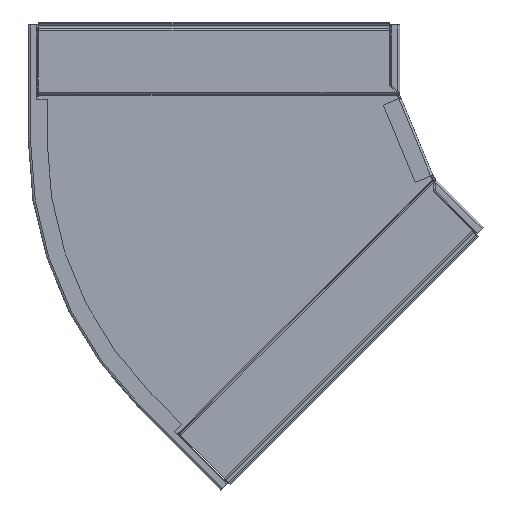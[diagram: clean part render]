
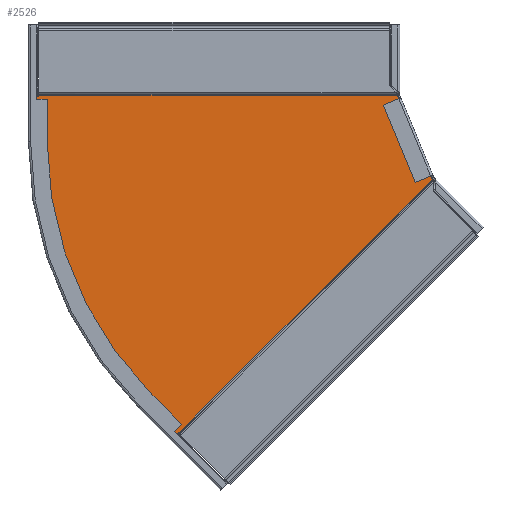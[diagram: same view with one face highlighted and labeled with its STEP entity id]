
A CAD part, front view. The second image highlights one B-rep face of the part: STEP entity #2526.
In plain terms, the highlighted planar face has unit normal (0, -1, 0).
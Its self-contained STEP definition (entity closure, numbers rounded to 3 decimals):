
#27 = LINE ( 'NONE', #2586, #2726 ) ;
#81 = CARTESIAN_POINT ( 'NONE',  ( -306.139, -0.75, -3.268 ) ) ;
#83 = LINE ( 'NONE', #1436, #1855 ) ;
#165 = FACE_OUTER_BOUND ( 'NONE', #3098, .T. ) ;
#201 = CARTESIAN_POINT ( 'NONE',  ( -8.802, -0.75, 21.249 ) ) ;
#223 = DIRECTION ( 'NONE',  ( 0.383, 0., -0.924 ) ) ;
#328 = VERTEX_POINT ( 'NONE', #1540 ) ;
#403 = VERTEX_POINT ( 'NONE', #3553 ) ;
#558 = CARTESIAN_POINT ( 'NONE',  ( -299.639, -0.75, 33.603 ) ) ;
#615 = DIRECTION ( 'NONE',  ( 0., 0., -1. ) ) ;
#707 = VECTOR ( 'NONE', #4170, 1000. ) ;
#730 = EDGE_CURVE ( 'NONE', #1507, #3150, #2565, .T. ) ;
#773 = EDGE_CURVE ( 'NONE', #1507, #5558, #892, .T. ) ;
#892 = LINE ( 'NONE', #1811, #1135 ) ;
#988 = VERTEX_POINT ( 'NONE', #1110 ) ;
#1069 = CARTESIAN_POINT ( 'NONE',  ( -306.139, -0.75, 32.928 ) ) ;
#1110 = CARTESIAN_POINT ( 'NONE',  ( -188.593, -0.75, -235.16 ) ) ;
#1121 = ORIENTED_EDGE ( 'NONE', *, *, #4038, .F. ) ;
#1135 = VECTOR ( 'NONE', #3465, 1000. ) ;
#1170 = DIRECTION ( 'NONE',  ( 0., 1., 0. ) ) ;
#1215 = CARTESIAN_POINT ( 'NONE',  ( -13.639, -0.75, 33.603 ) ) ;
#1220 = LINE ( 'NONE', #4225, #2401 ) ;
#1250 = DIRECTION ( 'NONE',  ( -0.707, 0., -0.707 ) ) ;
#1379 = VERTEX_POINT ( 'NONE', #1215 ) ;
#1436 = CARTESIAN_POINT ( 'NONE',  ( -193.19, -0.75, -239.756 ) ) ;
#1481 = CARTESIAN_POINT ( 'NONE',  ( -299.639, -0.75, 85.428 ) ) ;
#1485 = ORIENTED_EDGE ( 'NONE', *, *, #773, .T. ) ;
#1507 = VERTEX_POINT ( 'NONE', #5201 ) ;
#1540 = CARTESIAN_POINT ( 'NONE',  ( -306.139, -0.75, -3.268 ) ) ;
#1543 = DIRECTION ( 'NONE',  ( 0., 0., -1. ) ) ;
#1605 = LINE ( 'NONE', #201, #5186 ) ;
#1745 = ORIENTED_EDGE ( 'NONE', *, *, #730, .F. ) ;
#1764 = AXIS2_PLACEMENT_3D ( 'NONE', #2534, #1170, #5490 ) ;
#1790 = CARTESIAN_POINT ( 'NONE',  ( -7.889, -0.75, 33.603 ) ) ;
#1793 = VERTEX_POINT ( 'NONE', #2105 ) ;
#1811 = CARTESIAN_POINT ( 'NONE',  ( 13.639, -0.75, -32.928 ) ) ;
#1855 = VECTOR ( 'NONE', #3148, 1000. ) ;
#1892 = VERTEX_POINT ( 'NONE', #3670 ) ;
#1974 = ORIENTED_EDGE ( 'NONE', *, *, #4639, .T. ) ;
#2105 = CARTESIAN_POINT ( 'NONE',  ( -193.19, -0.75, -239.756 ) ) ;
#2297 = ORIENTED_EDGE ( 'NONE', *, *, #5551, .T. ) ;
#2315 = VECTOR ( 'NONE', #4851, 1000. ) ;
#2401 = VECTOR ( 'NONE', #5516, 1000. ) ;
#2439 = LINE ( 'NONE', #1069, #3656 ) ;
#2526 = ADVANCED_FACE ( 'NONE', ( #165 ), #4884, .T. ) ;
#2528 = DIRECTION ( 'NONE',  ( 0., 0., -1. ) ) ;
#2534 = CARTESIAN_POINT ( 'NONE',  ( -7.889, -0.75, -3.268 ) ) ;
#2565 = LINE ( 'NONE', #4678, #5252 ) ;
#2582 = ORIENTED_EDGE ( 'NONE', *, *, #5313, .T. ) ;
#2586 = CARTESIAN_POINT ( 'NONE',  ( -13.639, -0.75, 32.928 ) ) ;
#2610 = LINE ( 'NONE', #81, #3750 ) ;
#2665 = DIRECTION ( 'NONE',  ( 0., 0., 1. ) ) ;
#2726 = VECTOR ( 'NONE', #2528, 1000. ) ;
#2775 = LINE ( 'NONE', #1481, #2859 ) ;
#2859 = VECTOR ( 'NONE', #1543, 1000. ) ;
#3098 = EDGE_LOOP ( 'NONE', ( #1121, #2297, #2582, #3589, #4715, #3641, #1974, #3678, #3234, #1745, #1485, #4928 ) ) ;
#3114 = EDGE_CURVE ( 'NONE', #3150, #988, #5384, .T. ) ;
#3141 = CARTESIAN_POINT ( 'NONE',  ( 13.639, -0.75, -32.928 ) ) ;
#3148 = DIRECTION ( 'NONE',  ( -0.707, 0., -0.707 ) ) ;
#3150 = VERTEX_POINT ( 'NONE', #5411 ) ;
#3202 = CARTESIAN_POINT ( 'NONE',  ( -7.889, -0.75, -3.268 ) ) ;
#3234 = ORIENTED_EDGE ( 'NONE', *, *, #3114, .F. ) ;
#3251 = CARTESIAN_POINT ( 'NONE',  ( -151.47, -0.75, -272.283 ) ) ;
#3433 = VERTEX_POINT ( 'NONE', #3967 ) ;
#3465 = DIRECTION ( 'NONE',  ( -0.707, 0., 0.707 ) ) ;
#3469 = LINE ( 'NONE', #1790, #2315 ) ;
#3553 = CARTESIAN_POINT ( 'NONE',  ( -218.784, -0.75, -214.162 ) ) ;
#3589 = ORIENTED_EDGE ( 'NONE', *, *, #4761, .T. ) ;
#3641 = ORIENTED_EDGE ( 'NONE', *, *, #4549, .F. ) ;
#3656 = VECTOR ( 'NONE', #4151, 1000. ) ;
#3670 = CARTESIAN_POINT ( 'NONE',  ( -306.139, -0.75, 32.928 ) ) ;
#3678 = ORIENTED_EDGE ( 'NONE', *, *, #4209, .F. ) ;
#3750 = VECTOR ( 'NONE', #2665, 1000. ) ;
#3967 = CARTESIAN_POINT ( 'NONE',  ( -299.639, -0.75, 32.928 ) ) ;
#4005 = DIRECTION ( 'NONE',  ( 0., -1., 0. ) ) ;
#4038 = EDGE_CURVE ( 'NONE', #1379, #4999, #27, .T. ) ;
#4151 = DIRECTION ( 'NONE',  ( -1., 0., 0. ) ) ;
#4170 = DIRECTION ( 'NONE',  ( -0.707, 0., 0.707 ) ) ;
#4186 = CIRCLE ( 'NONE', #1764, 298.25 ) ;
#4209 = EDGE_CURVE ( 'NONE', #988, #1793, #83, .T. ) ;
#4225 = CARTESIAN_POINT ( 'NONE',  ( -218.784, -0.75, -214.162 ) ) ;
#4549 = EDGE_CURVE ( 'NONE', #403, #328, #4186, .T. ) ;
#4613 = AXIS2_PLACEMENT_3D ( 'NONE', #3202, #4005, #615 ) ;
#4639 = EDGE_CURVE ( 'NONE', #403, #1793, #1220, .T. ) ;
#4678 = CARTESIAN_POINT ( 'NONE',  ( 18.183, -0.75, -29.339 ) ) ;
#4715 = ORIENTED_EDGE ( 'NONE', *, *, #5225, .F. ) ;
#4761 = EDGE_CURVE ( 'NONE', #3433, #1892, #2439, .T. ) ;
#4851 = DIRECTION ( 'NONE',  ( -1., 0., 0. ) ) ;
#4884 = PLANE ( 'NONE',  #4613 ) ;
#4928 = ORIENTED_EDGE ( 'NONE', *, *, #4930, .F. ) ;
#4930 = EDGE_CURVE ( 'NONE', #4999, #5558, #1605, .T. ) ;
#4999 = VERTEX_POINT ( 'NONE', #5396 ) ;
#5157 = VERTEX_POINT ( 'NONE', #558 ) ;
#5186 = VECTOR ( 'NONE', #223, 1000. ) ;
#5201 = CARTESIAN_POINT ( 'NONE',  ( 14.117, -0.75, -33.405 ) ) ;
#5225 = EDGE_CURVE ( 'NONE', #328, #1892, #2610, .T. ) ;
#5252 = VECTOR ( 'NONE', #1250, 1000. ) ;
#5313 = EDGE_CURVE ( 'NONE', #5157, #3433, #2775, .T. ) ;
#5384 = LINE ( 'NONE', #3251, #707 ) ;
#5396 = CARTESIAN_POINT ( 'NONE',  ( -13.639, -0.75, 32.928 ) ) ;
#5411 = CARTESIAN_POINT ( 'NONE',  ( -188.116, -0.75, -235.638 ) ) ;
#5490 = DIRECTION ( 'NONE',  ( 0., 0., -1. ) ) ;
#5516 = DIRECTION ( 'NONE',  ( 0.707, 0., -0.707 ) ) ;
#5551 = EDGE_CURVE ( 'NONE', #1379, #5157, #3469, .T. ) ;
#5558 = VERTEX_POINT ( 'NONE', #3141 ) ;
